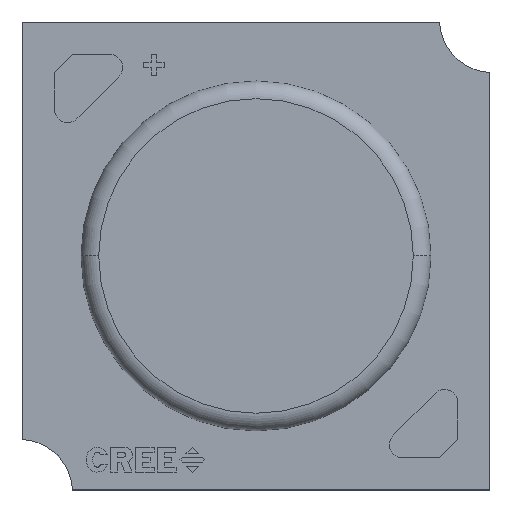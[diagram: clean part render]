
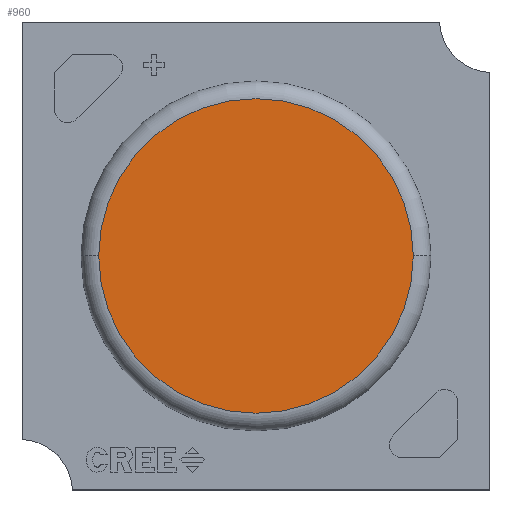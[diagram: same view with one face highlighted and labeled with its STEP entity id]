
A CAD part, top view. The second image highlights one B-rep face of the part: STEP entity #960.
In plain terms, the highlighted planar face has unit normal (0, 0, 1).
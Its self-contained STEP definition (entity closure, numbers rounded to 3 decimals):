
#21 = VERTEX_POINT ( 'NONE', #637 ) ;
#27 = AXIS2_PLACEMENT_3D ( 'NONE', #342, #438, #239 ) ;
#37 = PLANE ( 'NONE',  #27 ) ;
#143 = AXIS2_PLACEMENT_3D ( 'NONE', #882, #1292, #667 ) ;
#167 = CIRCLE ( 'NONE', #143, 6. ) ;
#205 = EDGE_CURVE ( 'NONE', #775, #21, #167, .T. ) ;
#224 = EDGE_CURVE ( 'NONE', #21, #775, #854, .T. ) ;
#239 = DIRECTION ( 'NONE',  ( -1., 0., 0. ) ) ;
#342 = CARTESIAN_POINT ( 'NONE',  ( 0., -6., 0.6 ) ) ;
#377 = CARTESIAN_POINT ( 'NONE',  ( 6., 0., 0.6 ) ) ;
#434 = ORIENTED_EDGE ( 'NONE', *, *, #205, .F. ) ;
#438 = DIRECTION ( 'NONE',  ( 0., 0., -1. ) ) ;
#450 = DIRECTION ( 'NONE',  ( -1., 0., 0. ) ) ;
#549 = ORIENTED_EDGE ( 'NONE', *, *, #224, .F. ) ;
#637 = CARTESIAN_POINT ( 'NONE',  ( -6., 0., 0.6 ) ) ;
#667 = DIRECTION ( 'NONE',  ( -1., 0., 0. ) ) ;
#693 = DIRECTION ( 'NONE',  ( 0., 0., -1. ) ) ;
#775 = VERTEX_POINT ( 'NONE', #377 ) ;
#854 = CIRCLE ( 'NONE', #1252, 6. ) ;
#882 = CARTESIAN_POINT ( 'NONE',  ( 0., 0., 0.6 ) ) ;
#960 = ADVANCED_FACE ( 'NONE', ( #973 ), #37, .F. ) ;
#973 = FACE_OUTER_BOUND ( 'NONE', #1244, .T. ) ;
#996 = CARTESIAN_POINT ( 'NONE',  ( 0., 0., 0.6 ) ) ;
#1244 = EDGE_LOOP ( 'NONE', ( #549, #434 ) ) ;
#1252 = AXIS2_PLACEMENT_3D ( 'NONE', #996, #693, #450 ) ;
#1292 = DIRECTION ( 'NONE',  ( 0., 0., -1. ) ) ;
